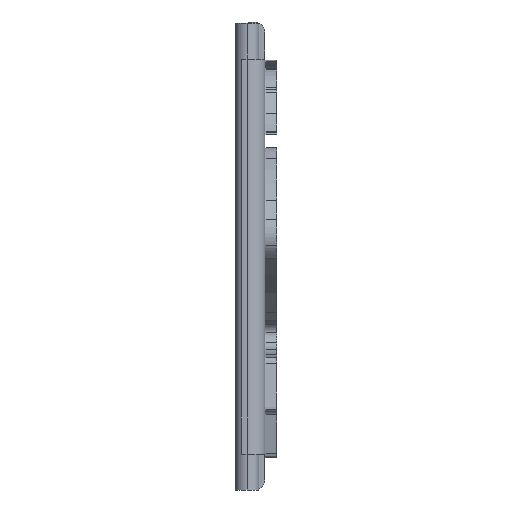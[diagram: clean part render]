
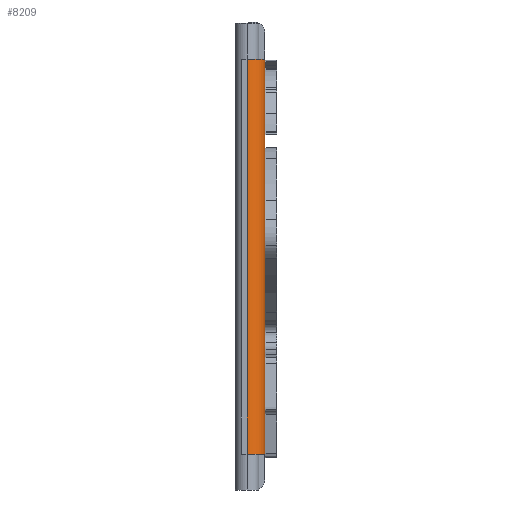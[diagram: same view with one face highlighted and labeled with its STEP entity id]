
A CAD part, left-side view. The second image highlights one B-rep face of the part: STEP entity #8209.
In plain terms, the highlighted cylindrical face has radius 1.5 mm (diameter 3 mm), a partial arc.
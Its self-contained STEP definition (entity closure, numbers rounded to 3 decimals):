
#47 = EDGE_CURVE ( 'NONE', #16170, #64, #4733, .T. ) ;
#64 = VERTEX_POINT ( 'NONE', #5700 ) ;
#674 = FACE_OUTER_BOUND ( 'NONE', #4015, .T. ) ;
#1086 = DIRECTION ( 'NONE',  ( 0., 0., 1. ) ) ;
#2685 = AXIS2_PLACEMENT_3D ( 'NONE', #10696, #2745, #12035 ) ;
#2713 = DIRECTION ( 'NONE',  ( 1., 0., 0. ) ) ;
#2745 = DIRECTION ( 'NONE',  ( 0., 0., -1. ) ) ;
#3017 = ORIENTED_EDGE ( 'NONE', *, *, #12357, .F. ) ;
#3079 = EDGE_CURVE ( 'NONE', #8305, #16170, #5489, .T. ) ;
#3231 = LINE ( 'NONE', #4451, #13427 ) ;
#3578 = AXIS2_PLACEMENT_3D ( 'NONE', #9322, #5360, #2713 ) ;
#3767 = CYLINDRICAL_SURFACE ( 'NONE', #3578, 1.5 ) ;
#4015 = EDGE_LOOP ( 'NONE', ( #5348, #7437, #3017, #6727 ) ) ;
#4451 = CARTESIAN_POINT ( 'NONE',  ( -59.71, 1.5, 0. ) ) ;
#4733 = CIRCLE ( 'NONE', #2685, 1.5 ) ;
#5348 = ORIENTED_EDGE ( 'NONE', *, *, #47, .F. ) ;
#5360 = DIRECTION ( 'NONE',  ( 0., 0., 1. ) ) ;
#5489 = LINE ( 'NONE', #9071, #9041 ) ;
#5700 = CARTESIAN_POINT ( 'NONE',  ( -59.71, 1.5, -13.127 ) ) ;
#6610 = VERTEX_POINT ( 'NONE', #8493 ) ;
#6727 = ORIENTED_EDGE ( 'NONE', *, *, #15299, .F. ) ;
#7437 = ORIENTED_EDGE ( 'NONE', *, *, #3079, .F. ) ;
#7461 = CIRCLE ( 'NONE', #11284, 1.5 ) ;
#7742 = CARTESIAN_POINT ( 'NONE',  ( -58.21, 0., -13.127 ) ) ;
#8209 = ADVANCED_FACE ( 'NONE', ( #674 ), #3767, .T. ) ;
#8305 = VERTEX_POINT ( 'NONE', #13607 ) ;
#8380 = DIRECTION ( 'NONE',  ( 0., 0., 1. ) ) ;
#8493 = CARTESIAN_POINT ( 'NONE',  ( -59.71, 1.5, 19.873 ) ) ;
#8999 = CARTESIAN_POINT ( 'NONE',  ( -58.21, 1.5, 19.873 ) ) ;
#9041 = VECTOR ( 'NONE', #17163, 1000. ) ;
#9071 = CARTESIAN_POINT ( 'NONE',  ( -58.21, 0., 0. ) ) ;
#9322 = CARTESIAN_POINT ( 'NONE',  ( -58.21, 1.5, 0. ) ) ;
#10348 = DIRECTION ( 'NONE',  ( -1., 0., 0. ) ) ;
#10696 = CARTESIAN_POINT ( 'NONE',  ( -58.21, 1.5, -13.127 ) ) ;
#11284 = AXIS2_PLACEMENT_3D ( 'NONE', #8999, #1086, #10348 ) ;
#12035 = DIRECTION ( 'NONE',  ( -1., 0., 0. ) ) ;
#12357 = EDGE_CURVE ( 'NONE', #6610, #8305, #7461, .T. ) ;
#13427 = VECTOR ( 'NONE', #8380, 1000. ) ;
#13607 = CARTESIAN_POINT ( 'NONE',  ( -58.21, 0., 19.873 ) ) ;
#15299 = EDGE_CURVE ( 'NONE', #64, #6610, #3231, .T. ) ;
#16170 = VERTEX_POINT ( 'NONE', #7742 ) ;
#17163 = DIRECTION ( 'NONE',  ( 0., 0., -1. ) ) ;
